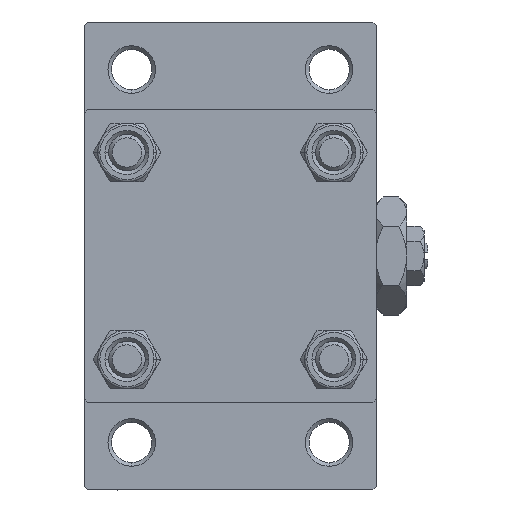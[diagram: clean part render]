
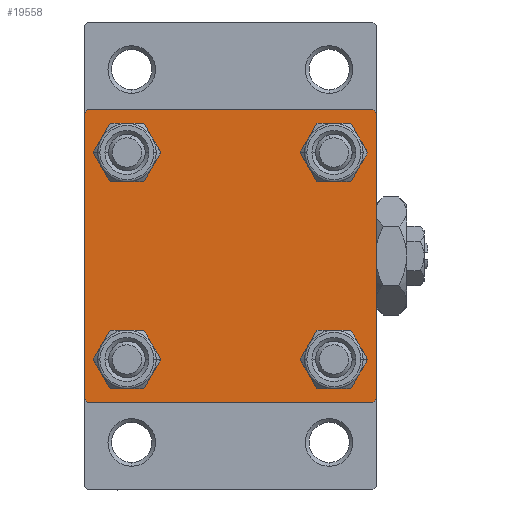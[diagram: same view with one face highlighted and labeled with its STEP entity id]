
A CAD part, left-side view. The second image highlights one B-rep face of the part: STEP entity #19558.
In plain terms, the highlighted planar face has unit normal (-1, 0, 0).
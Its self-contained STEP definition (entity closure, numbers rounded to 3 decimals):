
#151 = EDGE_CURVE ( 'NONE', #32294, #29604, #48721, .T. ) ;
#253 = CARTESIAN_POINT ( 'NONE',  ( 0., 14.15, 11.15 ) ) ;
#610 = CARTESIAN_POINT ( 'NONE',  ( 0., -14.15, 17.15 ) ) ;
#872 = EDGE_CURVE ( 'NONE', #26192, #46063, #27745, .T. ) ;
#989 = CARTESIAN_POINT ( 'NONE',  ( 0., -19.5, 20. ) ) ;
#1304 = ORIENTED_EDGE ( 'NONE', *, *, #28088, .T. ) ;
#1343 = LINE ( 'NONE', #16442, #30507 ) ;
#1438 = LINE ( 'NONE', #34877, #46181 ) ;
#1658 = DIRECTION ( 'NONE',  ( 1., 0., 0. ) ) ;
#1988 = DIRECTION ( 'NONE',  ( -1., 0., 0. ) ) ;
#2038 = DIRECTION ( 'NONE',  ( 0., 0.707, -0.707 ) ) ;
#2796 = DIRECTION ( 'NONE',  ( 0., 0., 1. ) ) ;
#4673 = VERTEX_POINT ( 'NONE', #610 ) ;
#5197 = VERTEX_POINT ( 'NONE', #9939 ) ;
#5224 = ORIENTED_EDGE ( 'NONE', *, *, #151, .F. ) ;
#5259 = CARTESIAN_POINT ( 'NONE',  ( 0., 19.5, -20. ) ) ;
#5511 = CARTESIAN_POINT ( 'NONE',  ( 0., -19.75, -19.75 ) ) ;
#5814 = DIRECTION ( 'NONE',  ( 1., 0., 0. ) ) ;
#6189 = FACE_BOUND ( 'NONE', #48195, .T. ) ;
#6286 = VERTEX_POINT ( 'NONE', #26003 ) ;
#6304 = VECTOR ( 'NONE', #43005, 1000. ) ;
#7602 = CARTESIAN_POINT ( 'NONE',  ( 0., -14.15, 14.15 ) ) ;
#8271 = CARTESIAN_POINT ( 'NONE',  ( 0., 20., -19.5 ) ) ;
#8440 = EDGE_LOOP ( 'NONE', ( #32018, #1304 ) ) ;
#9369 = VERTEX_POINT ( 'NONE', #27878 ) ;
#9922 = FACE_BOUND ( 'NONE', #8440, .T. ) ;
#9939 = CARTESIAN_POINT ( 'NONE',  ( 0., -14.15, 11.15 ) ) ;
#9966 = ORIENTED_EDGE ( 'NONE', *, *, #16789, .T. ) ;
#10890 = ORIENTED_EDGE ( 'NONE', *, *, #40368, .T. ) ;
#11402 = DIRECTION ( 'NONE',  ( 1., 0., 0. ) ) ;
#12076 = ORIENTED_EDGE ( 'NONE', *, *, #30892, .T. ) ;
#12170 = AXIS2_PLACEMENT_3D ( 'NONE', #40149, #16883, #17124 ) ;
#13327 = VERTEX_POINT ( 'NONE', #41783 ) ;
#13531 = VECTOR ( 'NONE', #41033, 1000. ) ;
#14779 = DIRECTION ( 'NONE',  ( 0., 0., 1. ) ) ;
#15760 = ORIENTED_EDGE ( 'NONE', *, *, #38620, .T. ) ;
#16442 = CARTESIAN_POINT ( 'NONE',  ( 0., 19.75, -19.75 ) ) ;
#16536 = DIRECTION ( 'NONE',  ( 0., 0., -1. ) ) ;
#16681 = AXIS2_PLACEMENT_3D ( 'NONE', #33178, #11402, #26486 ) ;
#16789 = EDGE_CURVE ( 'NONE', #42253, #23090, #47833, .T. ) ;
#16836 = CARTESIAN_POINT ( 'NONE',  ( 0., 0., 0. ) ) ;
#16883 = DIRECTION ( 'NONE',  ( 1., 0., 0. ) ) ;
#16885 = CARTESIAN_POINT ( 'NONE',  ( 0., 19.75, 19.75 ) ) ;
#17124 = DIRECTION ( 'NONE',  ( 0., 0., 1. ) ) ;
#18198 = AXIS2_PLACEMENT_3D ( 'NONE', #28285, #43633, #2796 ) ;
#18386 = ORIENTED_EDGE ( 'NONE', *, *, #25931, .T. ) ;
#18584 = EDGE_CURVE ( 'NONE', #23207, #6286, #30356, .T. ) ;
#18610 = ORIENTED_EDGE ( 'NONE', *, *, #872, .T. ) ;
#18668 = EDGE_LOOP ( 'NONE', ( #23164, #18386, #40846, #9966, #40675, #27741, #5224, #10890 ) ) ;
#19138 = CARTESIAN_POINT ( 'NONE',  ( 0., 20., 20. ) ) ;
#19287 = AXIS2_PLACEMENT_3D ( 'NONE', #16836, #1988, #25475 ) ;
#19558 = ADVANCED_FACE ( 'NONE', ( #9922, #24987, #6189, #29193, #44060 ), #44303, .T. ) ;
#19690 = EDGE_CURVE ( 'NONE', #40729, #23090, #1438, .T. ) ;
#19730 = LINE ( 'NONE', #42513, #6304 ) ;
#20206 = EDGE_CURVE ( 'NONE', #40729, #29604, #21190, .T. ) ;
#20253 = CIRCLE ( 'NONE', #47932, 3. ) ;
#21190 = LINE ( 'NONE', #36309, #28004 ) ;
#21292 = CIRCLE ( 'NONE', #41120, 3. ) ;
#21705 = CARTESIAN_POINT ( 'NONE',  ( 0., -14.15, -14.15 ) ) ;
#21938 = ORIENTED_EDGE ( 'NONE', *, *, #43416, .T. ) ;
#22184 = ORIENTED_EDGE ( 'NONE', *, *, #42012, .T. ) ;
#22351 = CARTESIAN_POINT ( 'NONE',  ( 0., 19.5, 20. ) ) ;
#23090 = VERTEX_POINT ( 'NONE', #29466 ) ;
#23164 = ORIENTED_EDGE ( 'NONE', *, *, #46385, .T. ) ;
#23207 = VERTEX_POINT ( 'NONE', #253 ) ;
#23965 = CARTESIAN_POINT ( 'NONE',  ( 0., 14.15, -17.15 ) ) ;
#24850 = CARTESIAN_POINT ( 'NONE',  ( 0., 14.15, -14.15 ) ) ;
#24987 = FACE_BOUND ( 'NONE', #31483, .T. ) ;
#25146 = DIRECTION ( 'NONE',  ( 0., 0.707, 0.707 ) ) ;
#25475 = DIRECTION ( 'NONE',  ( 0., 0., 1. ) ) ;
#25893 = DIRECTION ( 'NONE',  ( 1., 0., 0. ) ) ;
#25931 = EDGE_CURVE ( 'NONE', #31105, #35136, #1343, .T. ) ;
#26003 = CARTESIAN_POINT ( 'NONE',  ( 0., 14.15, 17.15 ) ) ;
#26192 = VERTEX_POINT ( 'NONE', #34487 ) ;
#26486 = DIRECTION ( 'NONE',  ( 0., 0., 1. ) ) ;
#27741 = ORIENTED_EDGE ( 'NONE', *, *, #20206, .T. ) ;
#27745 = CIRCLE ( 'NONE', #16681, 3. ) ;
#27878 = CARTESIAN_POINT ( 'NONE',  ( 0., 20., 19.5 ) ) ;
#28004 = VECTOR ( 'NONE', #25146, 1000. ) ;
#28088 = EDGE_CURVE ( 'NONE', #5197, #4673, #20253, .T. ) ;
#28285 = CARTESIAN_POINT ( 'NONE',  ( 0., 14.15, 14.15 ) ) ;
#28376 = DIRECTION ( 'NONE',  ( 0., 0., 1. ) ) ;
#29193 = FACE_BOUND ( 'NONE', #48894, .T. ) ;
#29466 = CARTESIAN_POINT ( 'NONE',  ( 0., -20., -19.5 ) ) ;
#29604 = VERTEX_POINT ( 'NONE', #989 ) ;
#29888 = CARTESIAN_POINT ( 'NONE',  ( 0., 20., 20. ) ) ;
#30289 = VECTOR ( 'NONE', #43874, 1000. ) ;
#30356 = CIRCLE ( 'NONE', #12170, 3. ) ;
#30507 = VECTOR ( 'NONE', #47362, 1000. ) ;
#30662 = AXIS2_PLACEMENT_3D ( 'NONE', #24850, #5814, #42957 ) ;
#30892 = EDGE_CURVE ( 'NONE', #39494, #13327, #48849, .T. ) ;
#31105 = VERTEX_POINT ( 'NONE', #8271 ) ;
#31382 = CARTESIAN_POINT ( 'NONE',  ( 0., 14.15, -14.15 ) ) ;
#31483 = EDGE_LOOP ( 'NONE', ( #18610, #15760 ) ) ;
#31530 = ORIENTED_EDGE ( 'NONE', *, *, #18584, .T. ) ;
#31667 = VECTOR ( 'NONE', #2038, 1000. ) ;
#32018 = ORIENTED_EDGE ( 'NONE', *, *, #37806, .T. ) ;
#32294 = VERTEX_POINT ( 'NONE', #22351 ) ;
#33178 = CARTESIAN_POINT ( 'NONE',  ( 0., -14.15, -14.15 ) ) ;
#34068 = CARTESIAN_POINT ( 'NONE',  ( 0., -14.15, -17.15 ) ) ;
#34487 = CARTESIAN_POINT ( 'NONE',  ( 0., -14.15, -11.15 ) ) ;
#34855 = AXIS2_PLACEMENT_3D ( 'NONE', #31382, #1658, #28376 ) ;
#34877 = CARTESIAN_POINT ( 'NONE',  ( 0., -20., 20. ) ) ;
#35136 = VERTEX_POINT ( 'NONE', #5259 ) ;
#35621 = CIRCLE ( 'NONE', #34855, 3. ) ;
#35678 = EDGE_CURVE ( 'NONE', #35136, #42253, #19730, .T. ) ;
#36309 = CARTESIAN_POINT ( 'NONE',  ( 0., -19.75, 19.75 ) ) ;
#36826 = DIRECTION ( 'NONE',  ( 1., 0., 0. ) ) ;
#37806 = EDGE_CURVE ( 'NONE', #4673, #5197, #21292, .T. ) ;
#37940 = AXIS2_PLACEMENT_3D ( 'NONE', #21705, #36826, #43997 ) ;
#38210 = LINE ( 'NONE', #19138, #42063 ) ;
#38620 = EDGE_CURVE ( 'NONE', #46063, #26192, #45847, .T. ) ;
#39494 = VERTEX_POINT ( 'NONE', #23965 ) ;
#40149 = CARTESIAN_POINT ( 'NONE',  ( 0., 14.15, 14.15 ) ) ;
#40368 = EDGE_CURVE ( 'NONE', #32294, #9369, #42897, .T. ) ;
#40675 = ORIENTED_EDGE ( 'NONE', *, *, #19690, .F. ) ;
#40729 = VERTEX_POINT ( 'NONE', #41750 ) ;
#40846 = ORIENTED_EDGE ( 'NONE', *, *, #35678, .T. ) ;
#41033 = DIRECTION ( 'NONE',  ( 0., -1., 0. ) ) ;
#41120 = AXIS2_PLACEMENT_3D ( 'NONE', #45940, #46188, #43618 ) ;
#41750 = CARTESIAN_POINT ( 'NONE',  ( 0., -20., 19.5 ) ) ;
#41783 = CARTESIAN_POINT ( 'NONE',  ( 0., 14.15, -11.15 ) ) ;
#42012 = EDGE_CURVE ( 'NONE', #6286, #23207, #47418, .T. ) ;
#42063 = VECTOR ( 'NONE', #45639, 1000. ) ;
#42253 = VERTEX_POINT ( 'NONE', #47528 ) ;
#42513 = CARTESIAN_POINT ( 'NONE',  ( 0., 20., -20. ) ) ;
#42897 = LINE ( 'NONE', #16885, #31667 ) ;
#42957 = DIRECTION ( 'NONE',  ( 0., 0., 1. ) ) ;
#43005 = DIRECTION ( 'NONE',  ( 0., -1., 0. ) ) ;
#43416 = EDGE_CURVE ( 'NONE', #13327, #39494, #35621, .T. ) ;
#43618 = DIRECTION ( 'NONE',  ( 0., 0., 1. ) ) ;
#43633 = DIRECTION ( 'NONE',  ( 1., 0., 0. ) ) ;
#43874 = DIRECTION ( 'NONE',  ( 0., -0.707, 0.707 ) ) ;
#43997 = DIRECTION ( 'NONE',  ( 0., 0., 1. ) ) ;
#44060 = FACE_OUTER_BOUND ( 'NONE', #18668, .T. ) ;
#44303 = PLANE ( 'NONE',  #19287 ) ;
#45639 = DIRECTION ( 'NONE',  ( 0., 0., -1. ) ) ;
#45847 = CIRCLE ( 'NONE', #37940, 3. ) ;
#45940 = CARTESIAN_POINT ( 'NONE',  ( 0., -14.15, 14.15 ) ) ;
#46063 = VERTEX_POINT ( 'NONE', #34068 ) ;
#46181 = VECTOR ( 'NONE', #16536, 1000. ) ;
#46188 = DIRECTION ( 'NONE',  ( 1., 0., 0. ) ) ;
#46385 = EDGE_CURVE ( 'NONE', #9369, #31105, #38210, .T. ) ;
#47362 = DIRECTION ( 'NONE',  ( 0., -0.707, -0.707 ) ) ;
#47418 = CIRCLE ( 'NONE', #18198, 3. ) ;
#47528 = CARTESIAN_POINT ( 'NONE',  ( 0., -19.5, -20. ) ) ;
#47833 = LINE ( 'NONE', #5511, #30289 ) ;
#47932 = AXIS2_PLACEMENT_3D ( 'NONE', #7602, #25893, #14779 ) ;
#48195 = EDGE_LOOP ( 'NONE', ( #21938, #12076 ) ) ;
#48721 = LINE ( 'NONE', #29888, #13531 ) ;
#48849 = CIRCLE ( 'NONE', #30662, 3. ) ;
#48894 = EDGE_LOOP ( 'NONE', ( #22184, #31530 ) ) ;
